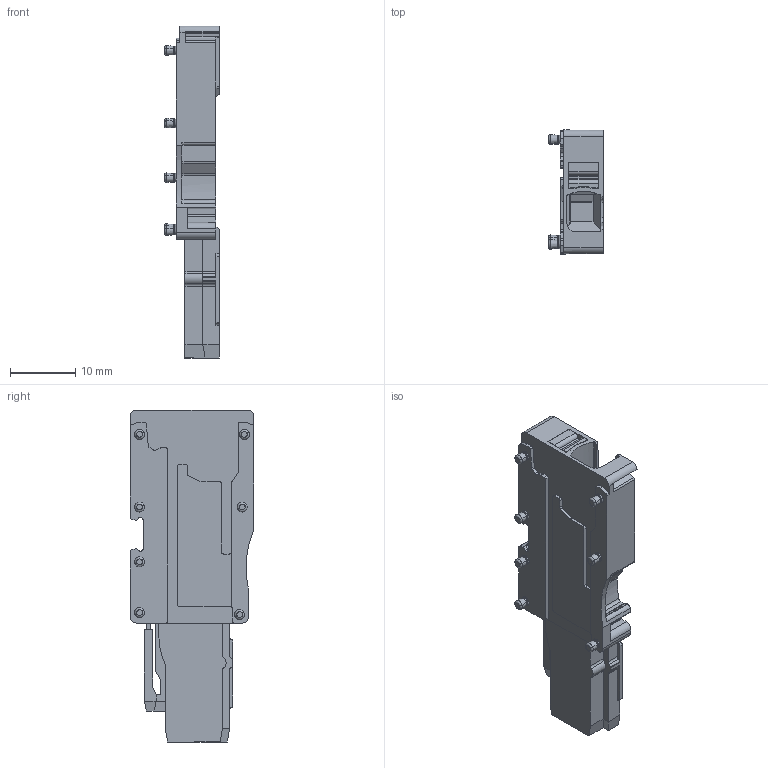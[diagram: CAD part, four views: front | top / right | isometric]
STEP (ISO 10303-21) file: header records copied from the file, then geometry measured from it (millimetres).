
FILE_DESCRIPTION(('CATIA V5R24 STEP','CAx-IF Rec.Pracs.--- Model Styling and Organization---1.2---2011-12-15'),'2;1');
FILE_NAME ('303155-1_1', '2018-08-16T10:54:07+00:00', ('Weidmueller Interface'), ('Weidmueller'), 'CATIA Version 5-6 Release 2014 SP4 HF52', 'CATIA V5 STEP AP214', 'none');
FILE_SCHEMA(('AUTOMOTIVE_DESIGN { 1 0 10303 214 1 1 1 1 }'));
Length unit declared in the file: millimetre
Products named in the file (1): 2540610000
Bounding box: 8.42 x 19 x 50.95 mm (x, y, z)
Volume: 3918 mm3; surface area: 3226.6 mm2
Topology: 2 solids, 2 shells, 527 faces, 1393 edges, 886 vertices
Faces by surface type: plane 224, cylinder 208, cone 48, torus 32, extrusion 10, revolution 3, sphere 2
Entity records: 15405 total; most frequent: CARTESIAN_POINT 3063, ORIENTED_EDGE 2782, DIRECTION 2102, EDGE_CURVE 1391, VERTEX_POINT 886, AXIS2_PLACEMENT_3D 858, VECTOR 848, LINE 838
